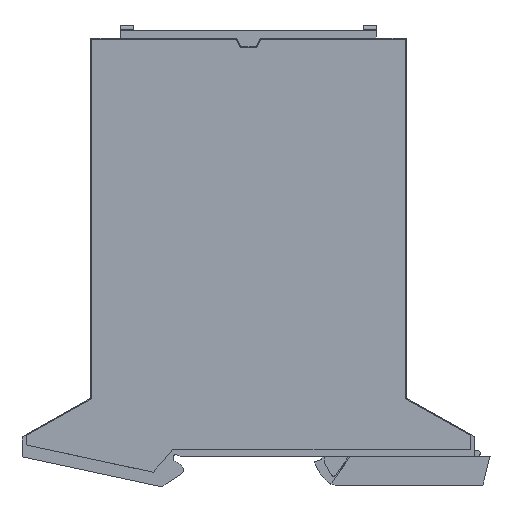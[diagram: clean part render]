
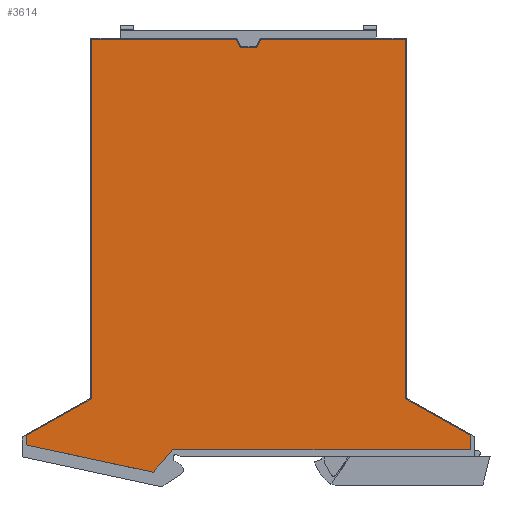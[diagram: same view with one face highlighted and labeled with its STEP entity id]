
A CAD part, left-side view. The second image highlights one B-rep face of the part: STEP entity #3614.
In plain terms, the highlighted planar face has unit normal (-1, 0, 0).
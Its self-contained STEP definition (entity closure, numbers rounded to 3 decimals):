
#3452=AXIS2_PLACEMENT_3D('Plane Axis2P3D',#3449,#3450,#3451) ;
#3449=CARTESIAN_POINT('Axis2P3D Location',(0.,56.402,7.237)) ;
#3455=CARTESIAN_POINT('Control Point',(0.,54.457,102.837)) ;
#3456=CARTESIAN_POINT('Control Point',(0.,55.754,102.837)) ;
#3457=CARTESIAN_POINT('Control Point',(0.,57.05,102.837)) ;
#3458=CARTESIAN_POINT('Control Point',(0.,58.347,102.837)) ;
#3459=CARTESIAN_POINT('Vertex',(0.,54.457,102.837)) ;
#3461=CARTESIAN_POINT('Vertex',(0.,58.347,102.837)) ;
#3464=CARTESIAN_POINT('Line Origine',(0.,58.79,103.787)) ;
#3468=CARTESIAN_POINT('Vertex',(0.,59.233,104.737)) ;
#3471=CARTESIAN_POINT('Line Origine',(0.,60.983,104.737)) ;
#3475=CARTESIAN_POINT('Vertex',(0.,62.733,104.737)) ;
#3479=CARTESIAN_POINT('Control Point',(0.,62.733,104.737)) ;
#3480=CARTESIAN_POINT('Control Point',(0.,72.822,104.737)) ;
#3481=CARTESIAN_POINT('Control Point',(0.,82.912,104.737)) ;
#3482=CARTESIAN_POINT('Control Point',(0.,93.002,104.737)) ;
#3483=CARTESIAN_POINT('Vertex',(0.,93.002,104.737)) ;
#3487=CARTESIAN_POINT('Control Point',(0.,93.002,104.737)) ;
#3488=CARTESIAN_POINT('Control Point',(0.,93.002,76.753)) ;
#3489=CARTESIAN_POINT('Control Point',(0.,93.002,48.768)) ;
#3490=CARTESIAN_POINT('Control Point',(0.,93.002,20.784)) ;
#3491=CARTESIAN_POINT('Vertex',(0.,93.002,20.784)) ;
#3495=CARTESIAN_POINT('Control Point',(0.,93.002,20.784)) ;
#3496=CARTESIAN_POINT('Control Point',(0.,98.079,17.94)) ;
#3497=CARTESIAN_POINT('Control Point',(0.,103.157,15.097)) ;
#3498=CARTESIAN_POINT('Control Point',(0.,108.234,12.253)) ;
#3499=CARTESIAN_POINT('Vertex',(0.,108.234,12.253)) ;
#3503=CARTESIAN_POINT('Control Point',(0.,108.234,12.253)) ;
#3504=CARTESIAN_POINT('Control Point',(0.,108.234,11.497)) ;
#3505=CARTESIAN_POINT('Control Point',(0.,108.234,10.741)) ;
#3506=CARTESIAN_POINT('Control Point',(0.,108.234,9.985)) ;
#3507=CARTESIAN_POINT('Vertex',(0.,108.234,9.985)) ;
#3511=CARTESIAN_POINT('Control Point',(0.,108.234,9.985)) ;
#3512=CARTESIAN_POINT('Control Point',(0.,98.383,7.865)) ;
#3513=CARTESIAN_POINT('Control Point',(0.,88.532,5.746)) ;
#3514=CARTESIAN_POINT('Control Point',(0.,78.681,3.626)) ;
#3515=CARTESIAN_POINT('Vertex',(0.,78.681,3.626)) ;
#3519=CARTESIAN_POINT('Control Point',(0.,78.681,3.626)) ;
#3520=CARTESIAN_POINT('Control Point',(0.,77.323,5.181)) ;
#3521=CARTESIAN_POINT('Control Point',(0.,75.965,6.735)) ;
#3522=CARTESIAN_POINT('Control Point',(0.,74.607,8.29)) ;
#3523=CARTESIAN_POINT('Vertex',(0.,74.607,8.29)) ;
#3527=CARTESIAN_POINT('Control Point',(0.,74.607,8.29)) ;
#3528=CARTESIAN_POINT('Control Point',(0.,74.605,8.292)) ;
#3529=CARTESIAN_POINT('Control Point',(0.,74.604,8.294)) ;
#3530=CARTESIAN_POINT('Control Point',(0.,74.602,8.296)) ;
#3531=CARTESIAN_POINT('Vertex',(0.,74.602,8.296)) ;
#3535=CARTESIAN_POINT('Control Point',(0.,74.602,8.296)) ;
#3536=CARTESIAN_POINT('Control Point',(0.,74.444,8.476)) ;
#3537=CARTESIAN_POINT('Control Point',(0.,74.286,8.657)) ;
#3538=CARTESIAN_POINT('Control Point',(0.,74.129,8.837)) ;
#3539=CARTESIAN_POINT('Vertex',(0.,74.129,8.837)) ;
#3543=CARTESIAN_POINT('Control Point',(0.,74.129,8.837)) ;
#3544=CARTESIAN_POINT('Control Point',(0.,50.942,8.837)) ;
#3545=CARTESIAN_POINT('Control Point',(0.,27.756,8.837)) ;
#3546=CARTESIAN_POINT('Control Point',(0.,4.57,8.837)) ;
#3547=CARTESIAN_POINT('Vertex',(0.,4.57,8.837)) ;
#3551=CARTESIAN_POINT('Control Point',(0.,4.57,8.837)) ;
#3552=CARTESIAN_POINT('Control Point',(0.,4.57,9.976)) ;
#3553=CARTESIAN_POINT('Control Point',(0.,4.57,11.115)) ;
#3554=CARTESIAN_POINT('Control Point',(0.,4.57,12.253)) ;
#3555=CARTESIAN_POINT('Vertex',(0.,4.57,12.253)) ;
#3559=CARTESIAN_POINT('Control Point',(0.,4.57,12.253)) ;
#3560=CARTESIAN_POINT('Control Point',(0.,9.647,15.097)) ;
#3561=CARTESIAN_POINT('Control Point',(0.,14.725,17.94)) ;
#3562=CARTESIAN_POINT('Control Point',(0.,19.802,20.784)) ;
#3563=CARTESIAN_POINT('Vertex',(0.,19.802,20.784)) ;
#3567=CARTESIAN_POINT('Control Point',(0.,19.802,20.784)) ;
#3568=CARTESIAN_POINT('Control Point',(0.,19.802,48.768)) ;
#3569=CARTESIAN_POINT('Control Point',(0.,19.802,76.753)) ;
#3570=CARTESIAN_POINT('Control Point',(0.,19.802,104.737)) ;
#3571=CARTESIAN_POINT('Vertex',(0.,19.802,104.737)) ;
#3575=CARTESIAN_POINT('Control Point',(0.,19.802,104.737)) ;
#3576=CARTESIAN_POINT('Control Point',(0.,29.892,104.737)) ;
#3577=CARTESIAN_POINT('Control Point',(0.,39.981,104.737)) ;
#3578=CARTESIAN_POINT('Control Point',(0.,50.071,104.737)) ;
#3579=CARTESIAN_POINT('Vertex',(0.,50.071,104.737)) ;
#3582=CARTESIAN_POINT('Line Origine',(0.,51.821,104.737)) ;
#3586=CARTESIAN_POINT('Vertex',(0.,53.571,104.737)) ;
#3589=CARTESIAN_POINT('Line Origine',(0.,54.014,103.787)) ;
#3450=DIRECTION('Axis2P3D Direction',(-1.,0.,0.)) ;
#3451=DIRECTION('Axis2P3D XDirection',(0.,1.,0.)) ;
#3465=DIRECTION('Vector Direction',(0.,0.423,0.906)) ;
#3472=DIRECTION('Vector Direction',(0.,1.,0.)) ;
#3583=DIRECTION('Vector Direction',(0.,1.,0.)) ;
#3590=DIRECTION('Vector Direction',(0.,-0.423,0.906)) ;
#3466=VECTOR('Line Direction',#3465,1.) ;
#3473=VECTOR('Line Direction',#3472,1.) ;
#3584=VECTOR('Line Direction',#3583,1.) ;
#3591=VECTOR('Line Direction',#3590,1.) ;
#3595=ORIENTED_EDGE('',*,*,#3463,.T.) ;
#3596=ORIENTED_EDGE('',*,*,#3470,.T.) ;
#3597=ORIENTED_EDGE('',*,*,#3477,.T.) ;
#3598=ORIENTED_EDGE('',*,*,#3485,.T.) ;
#3599=ORIENTED_EDGE('',*,*,#3493,.T.) ;
#3600=ORIENTED_EDGE('',*,*,#3501,.T.) ;
#3601=ORIENTED_EDGE('',*,*,#3509,.T.) ;
#3602=ORIENTED_EDGE('',*,*,#3517,.T.) ;
#3603=ORIENTED_EDGE('',*,*,#3525,.T.) ;
#3604=ORIENTED_EDGE('',*,*,#3533,.T.) ;
#3605=ORIENTED_EDGE('',*,*,#3541,.T.) ;
#3606=ORIENTED_EDGE('',*,*,#3549,.T.) ;
#3607=ORIENTED_EDGE('',*,*,#3557,.T.) ;
#3608=ORIENTED_EDGE('',*,*,#3565,.T.) ;
#3609=ORIENTED_EDGE('',*,*,#3573,.T.) ;
#3610=ORIENTED_EDGE('',*,*,#3581,.T.) ;
#3611=ORIENTED_EDGE('',*,*,#3588,.T.) ;
#3612=ORIENTED_EDGE('',*,*,#3593,.T.) ;
#3614=ADVANCED_FACE('BASE',(#3613),#3453,.T.) ;
#3454=B_SPLINE_CURVE_WITH_KNOTS('',3,(#3455,#3456,#3457,#3458),.UNSPECIFIED.,.F.,.U.,(4,4),(3.5,7.39),.UNSPECIFIED.) ;
#3478=B_SPLINE_CURVE_WITH_KNOTS('',3,(#3479,#3480,#3481,#3482),.UNSPECIFIED.,.F.,.U.,(4,4),(0.,30.269),.UNSPECIFIED.) ;
#3486=B_SPLINE_CURVE_WITH_KNOTS('',3,(#3487,#3488,#3489,#3490),.UNSPECIFIED.,.F.,.U.,(4,4),(0.,83.953),.UNSPECIFIED.) ;
#3494=B_SPLINE_CURVE_WITH_KNOTS('',3,(#3495,#3496,#3497,#3498),.UNSPECIFIED.,.F.,.U.,(4,4),(0.,17.458),.UNSPECIFIED.) ;
#3502=B_SPLINE_CURVE_WITH_KNOTS('',3,(#3503,#3504,#3505,#3506),.UNSPECIFIED.,.F.,.U.,(4,4),(0.,2.269),.UNSPECIFIED.) ;
#3510=B_SPLINE_CURVE_WITH_KNOTS('',3,(#3511,#3512,#3513,#3514),.UNSPECIFIED.,.F.,.U.,(4,4),(0.,30.229),.UNSPECIFIED.) ;
#3518=B_SPLINE_CURVE_WITH_KNOTS('',3,(#3519,#3520,#3521,#3522),.UNSPECIFIED.,.F.,.U.,(4,4),(0.,6.193),.UNSPECIFIED.) ;
#3526=B_SPLINE_CURVE_WITH_KNOTS('',3,(#3527,#3528,#3529,#3530),.UNSPECIFIED.,.F.,.U.,(4,4),(0.,0.007),.UNSPECIFIED.) ;
#3534=B_SPLINE_CURVE_WITH_KNOTS('',3,(#3535,#3536,#3537,#3538),.UNSPECIFIED.,.F.,.U.,(4,4),(0.,0.719),.UNSPECIFIED.) ;
#3542=B_SPLINE_CURVE_WITH_KNOTS('',3,(#3543,#3544,#3545,#3546),.UNSPECIFIED.,.F.,.U.,(4,4),(0.,69.559),.UNSPECIFIED.) ;
#3550=B_SPLINE_CURVE_WITH_KNOTS('',3,(#3551,#3552,#3553,#3554),.UNSPECIFIED.,.F.,.U.,(4,4),(0.,3.416),.UNSPECIFIED.) ;
#3558=B_SPLINE_CURVE_WITH_KNOTS('',3,(#3559,#3560,#3561,#3562),.UNSPECIFIED.,.F.,.U.,(4,4),(0.,17.458),.UNSPECIFIED.) ;
#3566=B_SPLINE_CURVE_WITH_KNOTS('',3,(#3567,#3568,#3569,#3570),.UNSPECIFIED.,.F.,.U.,(4,4),(0.,83.953),.UNSPECIFIED.) ;
#3574=B_SPLINE_CURVE_WITH_KNOTS('',3,(#3575,#3576,#3577,#3578),.UNSPECIFIED.,.F.,.U.,(4,4),(0.,30.269),.UNSPECIFIED.) ;
#3463=EDGE_CURVE('',#3460,#3462,#3454,.T.) ;
#3470=EDGE_CURVE('',#3462,#3469,#3467,.T.) ;
#3477=EDGE_CURVE('',#3469,#3476,#3474,.T.) ;
#3485=EDGE_CURVE('',#3476,#3484,#3478,.T.) ;
#3493=EDGE_CURVE('',#3484,#3492,#3486,.T.) ;
#3501=EDGE_CURVE('',#3492,#3500,#3494,.T.) ;
#3509=EDGE_CURVE('',#3500,#3508,#3502,.T.) ;
#3517=EDGE_CURVE('',#3508,#3516,#3510,.T.) ;
#3525=EDGE_CURVE('',#3516,#3524,#3518,.T.) ;
#3533=EDGE_CURVE('',#3524,#3532,#3526,.T.) ;
#3541=EDGE_CURVE('',#3532,#3540,#3534,.T.) ;
#3549=EDGE_CURVE('',#3540,#3548,#3542,.T.) ;
#3557=EDGE_CURVE('',#3548,#3556,#3550,.T.) ;
#3565=EDGE_CURVE('',#3556,#3564,#3558,.T.) ;
#3573=EDGE_CURVE('',#3564,#3572,#3566,.T.) ;
#3581=EDGE_CURVE('',#3572,#3580,#3574,.T.) ;
#3588=EDGE_CURVE('',#3580,#3587,#3585,.T.) ;
#3593=EDGE_CURVE('',#3587,#3460,#3592,.F.) ;
#3594=EDGE_LOOP('',(#3595,#3596,#3597,#3598,#3599,#3600,#3601,#3602,#3603,#3604,#3605,#3606,#3607,#3608,#3609,#3610,#3611,#3612)) ;
#3613=FACE_OUTER_BOUND('',#3594,.T.) ;
#3467=LINE('Line',#3464,#3466) ;
#3474=LINE('Line',#3471,#3473) ;
#3585=LINE('Line',#3582,#3584) ;
#3592=LINE('Line',#3589,#3591) ;
#3453=PLANE('',#3452) ;
#3460=VERTEX_POINT('',#3459) ;
#3462=VERTEX_POINT('',#3461) ;
#3469=VERTEX_POINT('',#3468) ;
#3476=VERTEX_POINT('',#3475) ;
#3484=VERTEX_POINT('',#3483) ;
#3492=VERTEX_POINT('',#3491) ;
#3500=VERTEX_POINT('',#3499) ;
#3508=VERTEX_POINT('',#3507) ;
#3516=VERTEX_POINT('',#3515) ;
#3524=VERTEX_POINT('',#3523) ;
#3532=VERTEX_POINT('',#3531) ;
#3540=VERTEX_POINT('',#3539) ;
#3548=VERTEX_POINT('',#3547) ;
#3556=VERTEX_POINT('',#3555) ;
#3564=VERTEX_POINT('',#3563) ;
#3572=VERTEX_POINT('',#3571) ;
#3580=VERTEX_POINT('',#3579) ;
#3587=VERTEX_POINT('',#3586) ;
